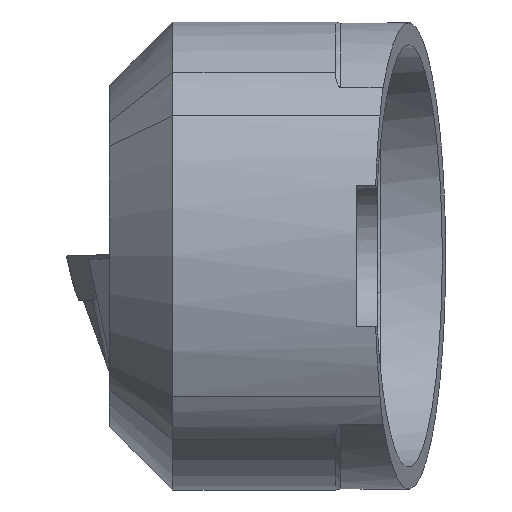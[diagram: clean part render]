
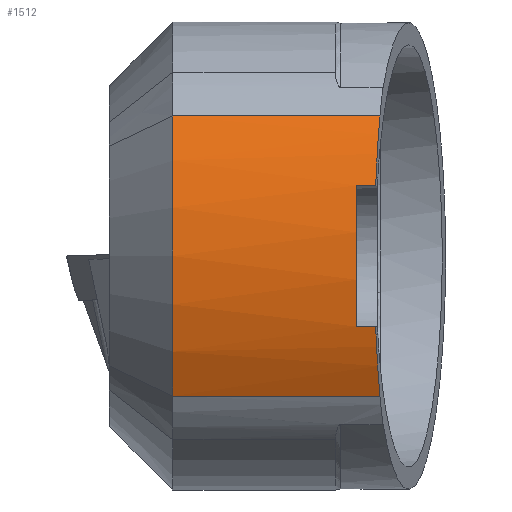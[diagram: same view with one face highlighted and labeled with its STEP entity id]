
A CAD part, front view. The second image highlights one B-rep face of the part: STEP entity #1512.
In plain terms, the highlighted cylindrical face has radius 20.9 mm (diameter 41.8 mm), a partial arc.
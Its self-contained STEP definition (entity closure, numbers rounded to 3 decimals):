
#132=FACE_OUTER_BOUND('',#221,.T.);
#221=EDGE_LOOP('',(#1011,#1012,#1013,#1014,#1015,#1016,#1017,#1018));
#317=ELLIPSE('',#1678,21.161,20.9);
#318=ELLIPSE('',#1680,21.161,20.9);
#341=CIRCLE('',#1677,20.9);
#342=CIRCLE('',#1679,20.9);
#409=LINE('',#2348,#517);
#410=LINE('',#2352,#518);
#411=LINE('',#2356,#519);
#412=LINE('',#2360,#520);
#517=VECTOR('',#1867,1000.);
#518=VECTOR('',#1870,1000.);
#519=VECTOR('',#1873,1000.);
#520=VECTOR('',#1876,1000.);
#625=VERTEX_POINT('',#2346);
#626=VERTEX_POINT('',#2347);
#627=VERTEX_POINT('',#2349);
#628=VERTEX_POINT('',#2351);
#629=VERTEX_POINT('',#2353);
#630=VERTEX_POINT('',#2355);
#631=VERTEX_POINT('',#2357);
#632=VERTEX_POINT('',#2359);
#777=EDGE_CURVE('',#625,#626,#409,.T.);
#778=EDGE_CURVE('',#627,#625,#341,.T.);
#779=EDGE_CURVE('',#627,#628,#410,.T.);
#780=EDGE_CURVE('',#628,#629,#317,.T.);
#781=EDGE_CURVE('',#629,#630,#411,.T.);
#782=EDGE_CURVE('',#631,#630,#342,.T.);
#783=EDGE_CURVE('',#631,#632,#412,.T.);
#784=EDGE_CURVE('',#632,#626,#318,.T.);
#1011=ORIENTED_EDGE('',*,*,#777,.F.);
#1012=ORIENTED_EDGE('',*,*,#778,.F.);
#1013=ORIENTED_EDGE('',*,*,#779,.T.);
#1014=ORIENTED_EDGE('',*,*,#780,.T.);
#1015=ORIENTED_EDGE('',*,*,#781,.T.);
#1016=ORIENTED_EDGE('',*,*,#782,.F.);
#1017=ORIENTED_EDGE('',*,*,#783,.T.);
#1018=ORIENTED_EDGE('',*,*,#784,.T.);
#1479=CYLINDRICAL_SURFACE('',#1676,20.9);
#1512=ADVANCED_FACE('',(#132),#1479,.T.);
#1676=AXIS2_PLACEMENT_3D('',#2345,#1865,#1866);
#1677=AXIS2_PLACEMENT_3D('',#2350,#1868,#1869);
#1678=AXIS2_PLACEMENT_3D('',#2354,#1871,#1872);
#1679=AXIS2_PLACEMENT_3D('',#2358,#1874,#1875);
#1680=AXIS2_PLACEMENT_3D('',#2361,#1877,#1878);
#1865=DIRECTION('center_axis',(1.,0.,0.));
#1866=DIRECTION('ref_axis',(0.,0.,-1.));
#1867=DIRECTION('',(1.,0.,0.));
#1868=DIRECTION('center_axis',(-1.,0.,0.));
#1869=DIRECTION('ref_axis',(0.,-1.,0.));
#1870=DIRECTION('',(1.,0.,0.));
#1871=DIRECTION('center_axis',(-0.988,0.156,0.));
#1872=DIRECTION('ref_axis',(0.156,0.988,0.));
#1873=DIRECTION('',(-1.,0.,0.));
#1874=DIRECTION('center_axis',(1.,0.,0.));
#1875=DIRECTION('ref_axis',(0.,0.,-1.));
#1876=DIRECTION('',(1.,0.,0.));
#1877=DIRECTION('center_axis',(-0.988,0.156,0.));
#1878=DIRECTION('ref_axis',(0.156,0.988,0.));
#2345=CARTESIAN_POINT('Origin',(-22.,5.5,0.));
#2346=CARTESIAN_POINT('',(-14.5,-12.89,9.931));
#2347=CARTESIAN_POINT('',(0.18,-12.89,9.931));
#2348=CARTESIAN_POINT('',(-22.,-12.89,9.931));
#2349=CARTESIAN_POINT('',(-14.5,-12.89,-9.931));
#2350=CARTESIAN_POINT('Origin',(-14.5,5.5,0.));
#2351=CARTESIAN_POINT('',(0.18,-12.89,-9.931));
#2352=CARTESIAN_POINT('',(-22.,-12.89,-9.931));
#2353=CARTESIAN_POINT('',(-0.122,-14.793,-5.));
#2354=CARTESIAN_POINT('Origin',(3.092,5.5,0.));
#2355=CARTESIAN_POINT('',(-1.5,-14.793,-5.));
#2356=CARTESIAN_POINT('',(-22.,-14.793,-5.));
#2357=CARTESIAN_POINT('',(-1.5,-14.793,5.));
#2358=CARTESIAN_POINT('Origin',(-1.5,5.5,0.));
#2359=CARTESIAN_POINT('',(-0.122,-14.793,5.));
#2360=CARTESIAN_POINT('',(-22.,-14.793,5.));
#2361=CARTESIAN_POINT('Origin',(3.092,5.5,0.));
